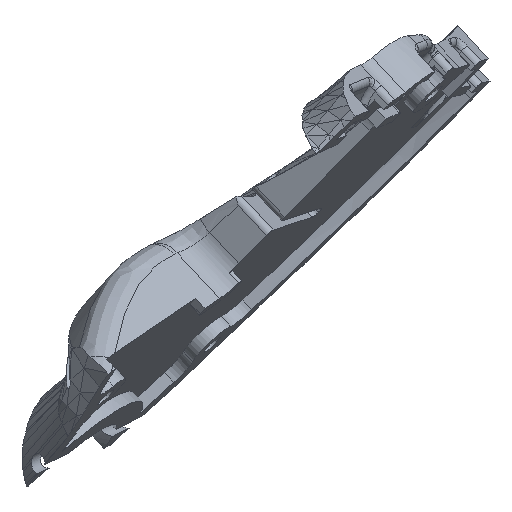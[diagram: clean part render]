
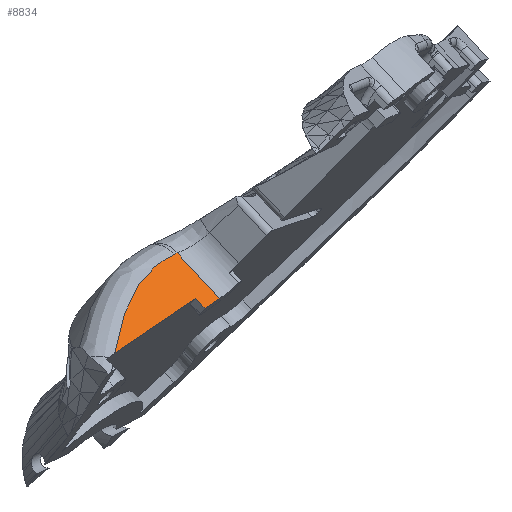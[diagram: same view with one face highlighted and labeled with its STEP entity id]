
A CAD part, front view. The second image highlights one B-rep face of the part: STEP entity #8834.
In plain terms, the highlighted planar face has unit normal (0.515, -0.623, 0.589).
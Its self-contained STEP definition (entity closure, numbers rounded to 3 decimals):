
#38=DIRECTION('',(0.526,0.772,0.357));
#39=VECTOR('',#38,22.557);
#40=CARTESIAN_POINT('',(56.805,-61.508,46.746));
#41=LINE('',#40,#39);
#790=CARTESIAN_POINT('',(56.805,-61.508,46.746));
#791=CARTESIAN_POINT('',(56.911,-60.858,47.341));
#792=CARTESIAN_POINT('',(57.377,-58.187,49.759));
#793=CARTESIAN_POINT('',(58.247,-54.452,52.949));
#794=CARTESIAN_POINT('',(59.796,-50.189,56.104));
#795=CARTESIAN_POINT('',(61.048,-47.518,57.835));
#796=CARTESIAN_POINT('',(62.244,-45.375,59.056));
#797=CARTESIAN_POINT('',(63.246,-43.761,59.888));
#798=CARTESIAN_POINT('',(64.154,-42.435,60.497));
#799=CARTESIAN_POINT('',(64.828,-41.516,60.88));
#800=CARTESIAN_POINT('',(65.174,-41.06,61.061));
#801=CARTESIAN_POINT('',(65.349,-40.832,61.148));
#802=CARTESIAN_POINT('',(65.45,-40.702,61.198));
#803=CARTESIAN_POINT('',(65.5,-40.637,61.222));
#804=CARTESIAN_POINT('',(65.526,-40.605,61.234));
#806=DIRECTION('',(0.591,0.756,0.283));
#807=VECTOR('',#806,0.735);
#808=CARTESIAN_POINT('',(65.526,-40.605,61.234));
#809=LINE('',#808,#807);
#810=DIRECTION('',(0.677,-0.126,-0.725));
#811=VECTOR('',#810,9.164);
#812=CARTESIAN_POINT('',(65.96,-40.049,61.442));
#813=LINE('',#812,#811);
#814=DIRECTION('',(-0.677,0.126,0.725));
#815=VECTOR('',#814,2.);
#816=CARTESIAN_POINT('',(70.025,-44.348,53.346));
#817=LINE('',#816,#815);
#851=DIRECTION('',(0.526,0.772,0.357));
#852=VECTOR('',#851,4.07);
#853=CARTESIAN_POINT('',(70.025,-44.348,53.346));
#854=LINE('',#853,#852);
#6698=CARTESIAN_POINT('',(65.96,-40.049,61.442));
#6699=CARTESIAN_POINT('',(72.166,-41.206,54.799));
#6700=VERTEX_POINT('',#6698);
#6701=VERTEX_POINT('',#6699);
#7628=CARTESIAN_POINT('',(70.025,-44.348,53.346));
#7630=VERTEX_POINT('',#7628);
#7658=CARTESIAN_POINT('',(56.805,-61.508,46.746));
#7659=CARTESIAN_POINT('',(68.67,-44.096,54.796));
#7660=VERTEX_POINT('',#7658);
#7661=VERTEX_POINT('',#7659);
#7724=CARTESIAN_POINT('',(65.526,-40.605,61.234));
#7725=VERTEX_POINT('',#7724);
#8818=CARTESIAN_POINT('',(55.835,-65.171,43.72));
#8819=DIRECTION('',(0.515,-0.623,0.589));
#8820=DIRECTION('',(0.,-0.687,-0.727));
#8821=AXIS2_PLACEMENT_3D('',#8818,#8819,#8820);
#8822=PLANE('',#8821);
#8823=ORIENTED_EDGE('',*,*,#7976,.F.);
#8824=ORIENTED_EDGE('',*,*,#8249,.T.);
#8826=ORIENTED_EDGE('',*,*,#8825,.T.);
#8827=ORIENTED_EDGE('',*,*,#8806,.T.);
#8829=ORIENTED_EDGE('',*,*,#8828,.F.);
#8831=ORIENTED_EDGE('',*,*,#8830,.T.);
#8832=EDGE_LOOP('',(#8823,#8824,#8826,#8827,#8829,#8831));
#8833=FACE_OUTER_BOUND('',#8832,.F.);
#8834=ADVANCED_FACE('',(#8833),#8822,.T.);
#805=B_SPLINE_CURVE_WITH_KNOTS('',3,(#790,#791,#792,#793,#794,#795,#796,#797,
#798,#799,#800,#801,#802,#803,#804),.UNSPECIFIED.,.F.,.F.,(4,1,1,1,1,1,1,1,1,1,
1,1,4),(0.,0.097,0.398,0.549,
0.699,0.774,0.85,0.925,
0.962,0.981,0.991,0.995,1.),
.UNSPECIFIED.);
#7976=EDGE_CURVE('',#7660,#7661,#41,.T.);
#8249=EDGE_CURVE('',#7660,#7725,#805,.T.);
#8806=EDGE_CURVE('',#6700,#6701,#813,.T.);
#8825=EDGE_CURVE('',#7725,#6700,#809,.T.);
#8828=EDGE_CURVE('',#7630,#6701,#854,.T.);
#8830=EDGE_CURVE('',#7630,#7661,#817,.T.);
